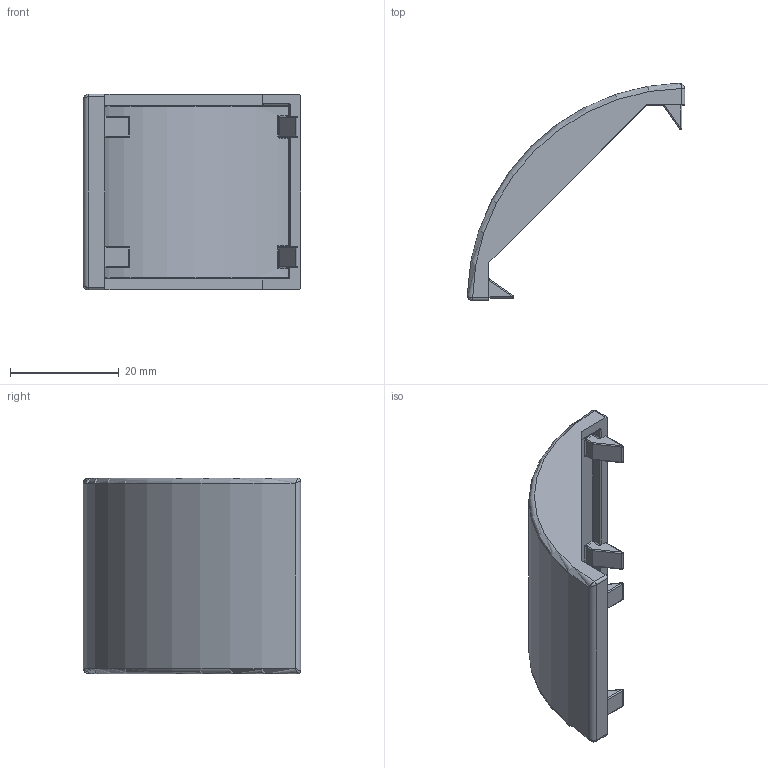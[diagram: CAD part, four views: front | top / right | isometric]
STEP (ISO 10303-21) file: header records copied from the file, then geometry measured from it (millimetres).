
FILE_DESCRIPTION (( 'STEP AP203' ), '1' );
FILE_NAME ('3.22.40.4040.STEP', '2014-11-04T06:04:07', ( 'USER' ), ( 'Microsoft' ), 'SwSTEP 2.0', 'SolidWorks 2012', '' );
FILE_SCHEMA (( 'CONFIG_CONTROL_DESIGN' ));
Length unit declared in the file: millimetre
Products named in the file (1): 3.22.40.4040
Bounding box: 39.99 x 39.99 x 36 mm (x, y, z)
Volume: 5845.2 mm3; surface area: 6147.1 mm2
Topology: 1 solids, 1 shells, 184 faces, 457 edges, 241 vertices
Faces by surface type: cylinder 74, plane 36, sphere 31, torus 31, bspline 12
Entity records: 5643 total; most frequent: CARTESIAN_POINT 1476, DIRECTION 928, ORIENTED_EDGE 828, EDGE_CURVE 414, AXIS2_PLACEMENT_3D 380, VERTEX_POINT 232, CIRCLE 207, ADVANCED_FACE 184
